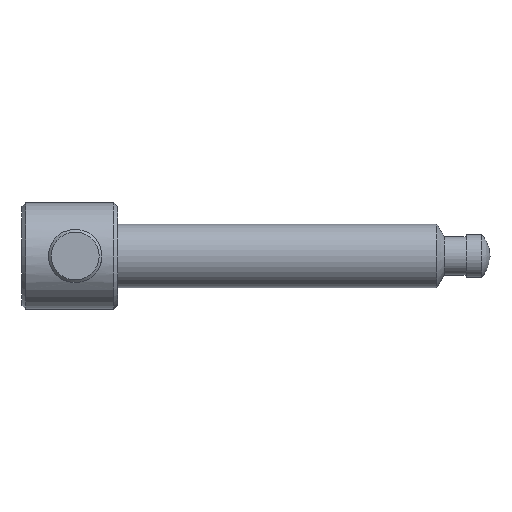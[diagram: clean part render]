
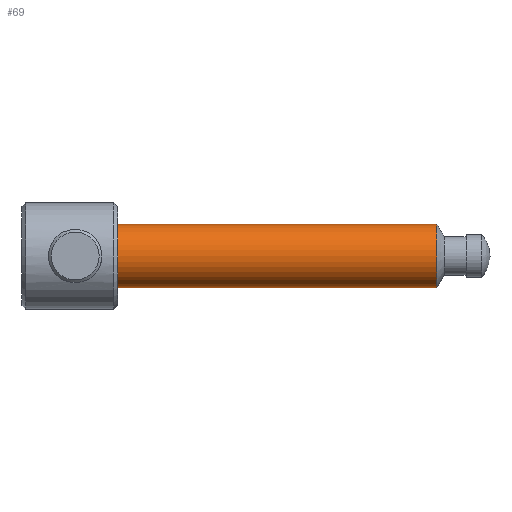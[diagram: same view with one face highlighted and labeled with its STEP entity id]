
A CAD part, left-side view. The second image highlights one B-rep face of the part: STEP entity #69.
In plain terms, the highlighted cylindrical face has radius 6 mm (diameter 12 mm), a full revolution.
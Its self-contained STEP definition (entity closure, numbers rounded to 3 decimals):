
#69 = ADVANCED_FACE( '', ( #148, #149 ), #150, .T. );
#148 = FACE_OUTER_BOUND( '', #222, .T. );
#149 = FACE_OUTER_BOUND( '', #223, .T. );
#150 = CYLINDRICAL_SURFACE( '', #224, 6. );
#222 = EDGE_LOOP( '', ( #318 ) );
#223 = EDGE_LOOP( '', ( #319 ) );
#224 = AXIS2_PLACEMENT_3D( '', #320, #321, #322 );
#318 = ORIENTED_EDGE( '', *, *, #350, .F. );
#319 = ORIENTED_EDGE( '', *, *, #365, .T. );
#320 = CARTESIAN_POINT( '', ( 0., 0., 0. ) );
#321 = DIRECTION( '', ( 0., 1., 0. ) );
#322 = DIRECTION( '', ( 0., 0., -1. ) );
#350 = EDGE_CURVE( '', #394, #394, #395, .T. );
#365 = EDGE_CURVE( '', #413, #413, #414, .T. );
#394 = VERTEX_POINT( '', #593 );
#395 = CIRCLE( '', #594, 6. );
#413 = VERTEX_POINT( '', #612 );
#414 = CIRCLE( '', #613, 6. );
#593 = CARTESIAN_POINT( '', ( 0., 10., -6. ) );
#594 = AXIS2_PLACEMENT_3D( '', #640, #641, #642 );
#612 = CARTESIAN_POINT( '', ( 0., 70., -6. ) );
#613 = AXIS2_PLACEMENT_3D( '', #655, #656, #657 );
#640 = CARTESIAN_POINT( '', ( 0., 10., 0. ) );
#641 = DIRECTION( '', ( 0., -1., 0. ) );
#642 = DIRECTION( '', ( 0., 0., -1. ) );
#655 = CARTESIAN_POINT( '', ( 0., 70., 0. ) );
#656 = DIRECTION( '', ( 0., -1., 0. ) );
#657 = DIRECTION( '', ( 0., 0., -1. ) );
